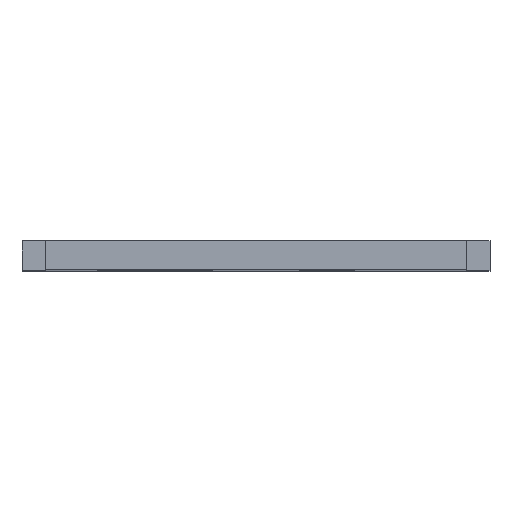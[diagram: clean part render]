
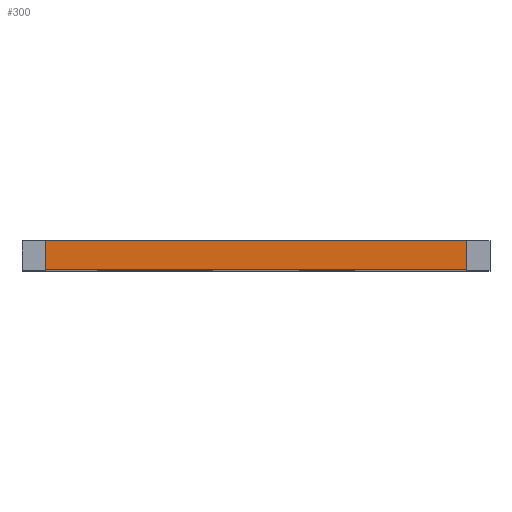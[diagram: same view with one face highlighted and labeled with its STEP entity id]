
A CAD part, top view. The second image highlights one B-rep face of the part: STEP entity #300.
In plain terms, the highlighted planar face has unit normal (0, 0, 1).
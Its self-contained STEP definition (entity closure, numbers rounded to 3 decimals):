
#300=ADVANCED_FACE('',(#602),#604,.T.);
#602=FACE_BOUND('',#603,.T.);
#603=EDGE_LOOP('',(#848,#849,#850,#851));
#604=PLANE('',#605);
#605=AXIS2_PLACEMENT_3D('',#606,#607,#608);
#606=CARTESIAN_POINT('',(-36.001,0.,75.));
#607=DIRECTION('',(0.,0.,1.));
#608=DIRECTION('',(1.,0.,0.));
#848=ORIENTED_EDGE('',*,*,#898,.T.);
#849=ORIENTED_EDGE('',*,*,#986,.T.);
#850=ORIENTED_EDGE('',*,*,#933,.F.);
#851=ORIENTED_EDGE('',*,*,#987,.F.);
#898=EDGE_CURVE('',#1017,#1015,#1018,.T.);
#933=EDGE_CURVE('',#1085,#1087,#1088,.T.);
#986=EDGE_CURVE('',#1015,#1087,#1166,.T.);
#987=EDGE_CURVE('',#1017,#1085,#1167,.T.);
#1015=VERTEX_POINT('',#1213);
#1017=VERTEX_POINT('',#1217);
#1018=LINE('',#1218,#1219);
#1085=VERTEX_POINT('',#1353);
#1087=VERTEX_POINT('',#1357);
#1088=LINE('',#1358,#1359);
#1166=LINE('',#1542,#1543);
#1167=LINE('',#1545,#1546);
#1213=CARTESIAN_POINT('',(35.999,0.,75.));
#1217=CARTESIAN_POINT('',(-36.001,0.,75.));
#1218=CARTESIAN_POINT('',(-36.001,0.,75.));
#1219=VECTOR('',#1220,1.);
#1220=DIRECTION('',(1.,0.,0.));
#1353=CARTESIAN_POINT('',(-36.001,5.,75.));
#1357=CARTESIAN_POINT('',(35.999,5.,75.));
#1358=CARTESIAN_POINT('',(-36.001,5.,75.));
#1359=VECTOR('',#1360,1.);
#1360=DIRECTION('',(1.,0.,0.));
#1542=CARTESIAN_POINT('',(35.999,0.,75.));
#1543=VECTOR('',#1544,1.);
#1544=DIRECTION('',(0.,1.,0.));
#1545=CARTESIAN_POINT('',(-36.001,0.,75.));
#1546=VECTOR('',#1547,1.);
#1547=DIRECTION('',(0.,1.,0.));
